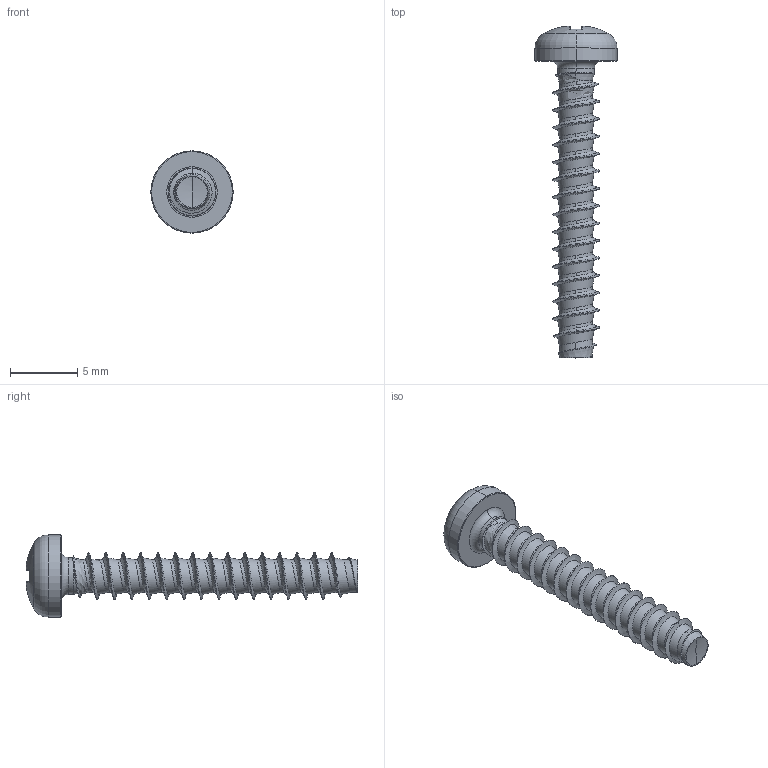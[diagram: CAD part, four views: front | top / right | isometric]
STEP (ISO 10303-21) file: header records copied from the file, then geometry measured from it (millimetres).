
FILE_DESCRIPTION (( 'STEP AP203' ), '1' );
FILE_NAME ('STP220350220.STEP', '2017-08-15T02:57:11', ( '' ), ( '' ), 'SwSTEP 2.0', 'SolidWorks 2015', '' );
FILE_SCHEMA (( 'CONFIG_CONTROL_DESIGN' ));
Length unit declared in the file: millimetre
Products named in the file (1): STP220350220
Bounding box: 6.1 x 24.63 x 6.1 mm (x, y, z)
Volume: 178.6 mm3; surface area: 381.4 mm2
Topology: 1 solids, 1 shells, 208 faces, 511 edges, 305 vertices
Faces by surface type: cylinder 58, bspline 55, torus 36, plane 30, sphere 20, cone 9
Entity records: 25073 total; most frequent: CARTESIAN_POINT 20685, ORIENTED_EDGE 1018, DIRECTION 787, EDGE_CURVE 509, AXIS2_PLACEMENT_3D 342, VERTEX_POINT 305, EDGE_LOOP 210, ADVANCED_FACE 208
